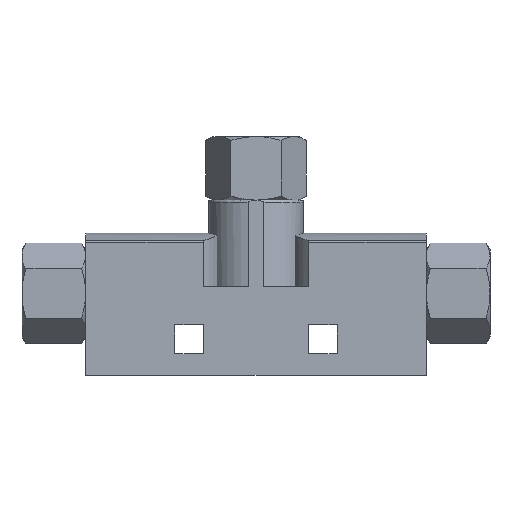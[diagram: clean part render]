
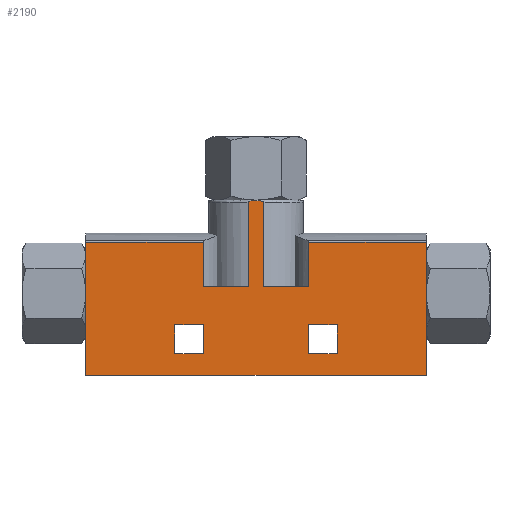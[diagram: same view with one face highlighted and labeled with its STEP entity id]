
A CAD part, top view. The second image highlights one B-rep face of the part: STEP entity #2190.
In plain terms, the highlighted planar face has unit normal (0, 0, 1).
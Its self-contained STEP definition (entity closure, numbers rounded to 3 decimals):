
#20=PLANE('',#2320);
#63=LINE('',#3063,#137);
#68=LINE('',#3089,#142);
#71=LINE('',#3134,#145);
#72=LINE('',#3137,#146);
#73=LINE('',#3139,#147);
#74=LINE('',#3141,#148);
#75=LINE('',#3142,#149);
#76=LINE('',#3145,#150);
#77=LINE('',#3147,#151);
#78=LINE('',#3149,#152);
#79=LINE('',#3151,#153);
#80=LINE('',#3153,#154);
#81=LINE('',#3155,#155);
#82=LINE('',#3157,#156);
#83=LINE('',#3158,#157);
#84=LINE('',#3159,#158);
#85=LINE('',#3162,#159);
#86=LINE('',#3164,#160);
#87=LINE('',#3166,#161);
#137=VECTOR('',#2515,1000.);
#142=VECTOR('',#2530,1000.);
#145=VECTOR('',#2543,1000.);
#146=VECTOR('',#2544,1000.);
#147=VECTOR('',#2545,1000.);
#148=VECTOR('',#2546,1000.);
#149=VECTOR('',#2547,1000.);
#150=VECTOR('',#2548,1000.);
#151=VECTOR('',#2549,1000.);
#152=VECTOR('',#2550,1000.);
#153=VECTOR('',#2551,1000.);
#154=VECTOR('',#2552,1000.);
#155=VECTOR('',#2553,1000.);
#156=VECTOR('',#2554,1000.);
#157=VECTOR('',#2555,1000.);
#158=VECTOR('',#2556,1000.);
#159=VECTOR('',#2557,1000.);
#160=VECTOR('',#2558,1000.);
#161=VECTOR('',#2559,1000.);
#367=ORIENTED_EDGE('',*,*,#811,.F.);
#368=ORIENTED_EDGE('',*,*,#812,.F.);
#369=ORIENTED_EDGE('',*,*,#813,.F.);
#370=ORIENTED_EDGE('',*,*,#814,.F.);
#371=ORIENTED_EDGE('',*,*,#815,.F.);
#372=ORIENTED_EDGE('',*,*,#816,.T.);
#373=ORIENTED_EDGE('',*,*,#817,.T.);
#374=ORIENTED_EDGE('',*,*,#818,.F.);
#375=ORIENTED_EDGE('',*,*,#819,.F.);
#376=ORIENTED_EDGE('',*,*,#820,.T.);
#377=ORIENTED_EDGE('',*,*,#821,.F.);
#378=ORIENTED_EDGE('',*,*,#822,.F.);
#379=ORIENTED_EDGE('',*,*,#802,.T.);
#380=ORIENTED_EDGE('',*,*,#809,.F.);
#381=ORIENTED_EDGE('',*,*,#792,.T.);
#382=ORIENTED_EDGE('',*,*,#823,.F.);
#383=ORIENTED_EDGE('',*,*,#824,.F.);
#384=ORIENTED_EDGE('',*,*,#825,.F.);
#385=ORIENTED_EDGE('',*,*,#826,.F.);
#386=ORIENTED_EDGE('',*,*,#827,.F.);
#792=EDGE_CURVE('',#997,#998,#63,.T.);
#802=EDGE_CURVE('',#1008,#1007,#68,.F.);
#809=EDGE_CURVE('',#997,#1007,#1140,.T.);
#811=EDGE_CURVE('',#1014,#1015,#71,.T.);
#812=EDGE_CURVE('',#1016,#1014,#72,.T.);
#813=EDGE_CURVE('',#1017,#1016,#73,.T.);
#814=EDGE_CURVE('',#1015,#1017,#74,.T.);
#815=EDGE_CURVE('',#1018,#1019,#75,.F.);
#816=EDGE_CURVE('',#1018,#1020,#76,.T.);
#817=EDGE_CURVE('',#1020,#1021,#77,.T.);
#818=EDGE_CURVE('',#1022,#1021,#78,.T.);
#819=EDGE_CURVE('',#1023,#1022,#79,.T.);
#820=EDGE_CURVE('',#1023,#1024,#80,.T.);
#821=EDGE_CURVE('',#1025,#1024,#81,.T.);
#822=EDGE_CURVE('',#1008,#1025,#82,.T.);
#823=EDGE_CURVE('',#1019,#998,#83,.T.);
#824=EDGE_CURVE('',#1026,#1027,#84,.T.);
#825=EDGE_CURVE('',#1028,#1026,#85,.T.);
#826=EDGE_CURVE('',#1029,#1028,#86,.T.);
#827=EDGE_CURVE('',#1027,#1029,#87,.T.);
#997=VERTEX_POINT('',#3064);
#998=VERTEX_POINT('',#3065);
#1007=VERTEX_POINT('',#3088);
#1008=VERTEX_POINT('',#3090);
#1014=VERTEX_POINT('',#3135);
#1015=VERTEX_POINT('',#3136);
#1016=VERTEX_POINT('',#3138);
#1017=VERTEX_POINT('',#3140);
#1018=VERTEX_POINT('',#3143);
#1019=VERTEX_POINT('',#3144);
#1020=VERTEX_POINT('',#3146);
#1021=VERTEX_POINT('',#3148);
#1022=VERTEX_POINT('',#3150);
#1023=VERTEX_POINT('',#3152);
#1024=VERTEX_POINT('',#3154);
#1025=VERTEX_POINT('',#3156);
#1026=VERTEX_POINT('',#3160);
#1027=VERTEX_POINT('',#3161);
#1028=VERTEX_POINT('',#3163);
#1029=VERTEX_POINT('',#3165);
#1140=B_SPLINE_CURVE_WITH_KNOTS('',3,(#3107,#3108,#3109,#3110,#3111,#3112,
#3113,#3114,#3115,#3116,#3117,#3118,#3119),.UNSPECIFIED.,.F.,.F.,(4,1,1,
1,1,1,1,1,1,1,4),(0.004,0.004,0.004,
0.004,0.005,0.005,0.005,
0.006,0.006,0.006,0.006),
 .UNSPECIFIED.);
#1208=EDGE_LOOP('',(#367,#368,#369,#370));
#1209=EDGE_LOOP('',(#371,#372,#373,#374,#375,#376,#377,#378,#379,#380,#381,
#382));
#1210=EDGE_LOOP('',(#383,#384,#385,#386));
#1328=FACE_BOUND('',#1208,.T.);
#1329=FACE_BOUND('',#1209,.T.);
#1330=FACE_BOUND('',#1210,.T.);
#2190=ADVANCED_FACE('',(#1328,#1329,#1330),#20,.F.);
#2320=AXIS2_PLACEMENT_3D('',#3133,#2541,#2542);
#2515=DIRECTION('',(0.,-1.,0.));
#2530=DIRECTION('',(0.,-1.,0.));
#2541=DIRECTION('',(0.,0.,-1.));
#2542=DIRECTION('',(-1.,0.,0.));
#2543=DIRECTION('',(-1.,0.,0.));
#2544=DIRECTION('',(0.,1.,0.));
#2545=DIRECTION('',(1.,0.,0.));
#2546=DIRECTION('',(0.,-1.,0.));
#2547=DIRECTION('',(0.,1.,0.));
#2548=DIRECTION('',(-1.,0.,0.));
#2549=DIRECTION('',(0.,-1.,0.));
#2550=DIRECTION('',(-1.,0.,0.));
#2551=DIRECTION('',(0.,-1.,0.));
#2552=DIRECTION('',(-1.,0.,0.));
#2553=DIRECTION('',(0.,1.,0.));
#2554=DIRECTION('',(1.,0.,0.));
#2555=DIRECTION('',(1.,0.,0.));
#2556=DIRECTION('',(-1.,0.,0.));
#2557=DIRECTION('',(0.,1.,0.));
#2558=DIRECTION('',(1.,0.,0.));
#2559=DIRECTION('',(0.,-1.,0.));
#3063=CARTESIAN_POINT('',(-1.187,13.25,7.));
#3064=CARTESIAN_POINT('',(-1.187,25.9,7.));
#3065=CARTESIAN_POINT('',(-1.187,13.25,7.));
#3088=CARTESIAN_POINT('',(1.187,25.9,7.));
#3089=CARTESIAN_POINT('',(1.187,13.25,7.));
#3090=CARTESIAN_POINT('',(1.187,13.25,7.));
#3107=CARTESIAN_POINT('',(-1.187,25.9,7.));
#3108=CARTESIAN_POINT('',(-1.187,25.952,7.));
#3109=CARTESIAN_POINT('',(-1.073,26.008,7.));
#3110=CARTESIAN_POINT('',(-0.885,26.063,7.));
#3111=CARTESIAN_POINT('',(-0.625,26.099,7.));
#3112=CARTESIAN_POINT('',(-0.32,26.119,7.));
#3113=CARTESIAN_POINT('',(-0.014,26.126,7.));
#3114=CARTESIAN_POINT('',(0.303,26.12,7.));
#3115=CARTESIAN_POINT('',(0.615,26.1,7.));
#3116=CARTESIAN_POINT('',(0.881,26.064,7.));
#3117=CARTESIAN_POINT('',(1.072,26.009,7.));
#3118=CARTESIAN_POINT('',(1.187,25.953,7.));
#3119=CARTESIAN_POINT('',(1.187,25.9,7.));
#3133=CARTESIAN_POINT('',(25.5,19.89,7.));
#3134=CARTESIAN_POINT('',(12.15,7.55,7.));
#3135=CARTESIAN_POINT('',(12.15,7.55,7.));
#3136=CARTESIAN_POINT('',(7.85,7.55,7.));
#3137=CARTESIAN_POINT('',(12.15,3.25,7.));
#3138=CARTESIAN_POINT('',(12.15,3.25,7.));
#3139=CARTESIAN_POINT('',(7.85,3.25,7.));
#3140=CARTESIAN_POINT('',(7.85,3.25,7.));
#3141=CARTESIAN_POINT('',(7.85,7.55,7.));
#3142=CARTESIAN_POINT('',(-7.859,13.25,7.));
#3143=CARTESIAN_POINT('',(-7.859,19.89,7.));
#3144=CARTESIAN_POINT('',(-7.859,13.25,7.));
#3145=CARTESIAN_POINT('',(25.5,19.89,7.));
#3146=CARTESIAN_POINT('',(-25.5,19.89,7.));
#3147=CARTESIAN_POINT('',(-25.5,19.89,7.));
#3148=CARTESIAN_POINT('',(-25.5,0.,7.));
#3149=CARTESIAN_POINT('',(25.5,0.,7.));
#3150=CARTESIAN_POINT('',(25.5,0.,7.));
#3151=CARTESIAN_POINT('',(25.5,19.89,7.));
#3152=CARTESIAN_POINT('',(25.5,19.89,7.));
#3153=CARTESIAN_POINT('',(25.5,19.89,7.));
#3154=CARTESIAN_POINT('',(7.859,19.89,7.));
#3155=CARTESIAN_POINT('',(7.859,13.25,7.));
#3156=CARTESIAN_POINT('',(7.859,13.25,7.));
#3157=CARTESIAN_POINT('',(25.5,13.25,7.));
#3158=CARTESIAN_POINT('',(25.5,13.25,7.));
#3159=CARTESIAN_POINT('',(-7.85,7.55,7.));
#3160=CARTESIAN_POINT('',(-7.85,7.55,7.));
#3161=CARTESIAN_POINT('',(-12.15,7.55,7.));
#3162=CARTESIAN_POINT('',(-7.85,3.25,7.));
#3163=CARTESIAN_POINT('',(-7.85,3.25,7.));
#3164=CARTESIAN_POINT('',(-12.15,3.25,7.));
#3165=CARTESIAN_POINT('',(-12.15,3.25,7.));
#3166=CARTESIAN_POINT('',(-12.15,7.55,7.));
